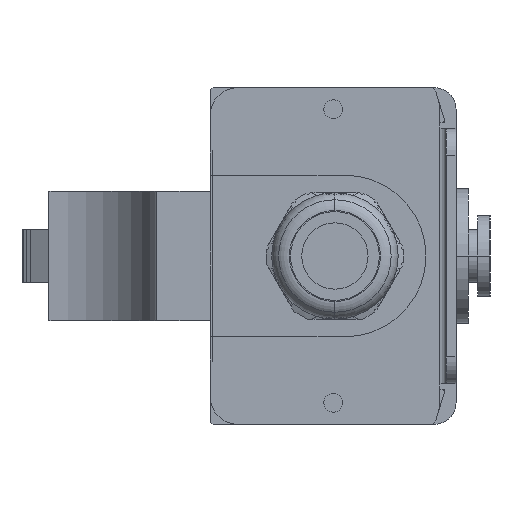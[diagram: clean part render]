
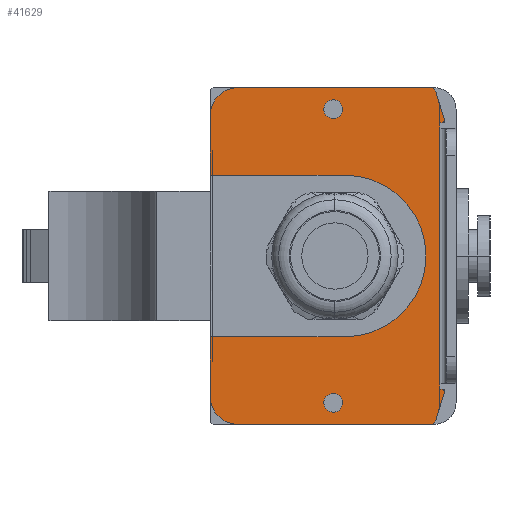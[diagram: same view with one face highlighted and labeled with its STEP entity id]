
A CAD part, left-side view. The second image highlights one B-rep face of the part: STEP entity #41629.
In plain terms, the highlighted face is planar.
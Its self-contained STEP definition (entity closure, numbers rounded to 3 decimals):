
#40790=CARTESIAN_POINT('',(4.739,1.8,-30.25));
#40791=DIRECTION('',(0.,1.,0.));
#40792=DIRECTION('',(0.,0.,-1.));
#40793=AXIS2_PLACEMENT_3D('',#40790,#40791,#40792);
#40800=DIRECTION('',(-0.294,0.,-0.956));
#40801=VECTOR('',#40800,5.656);
#40802=CARTESIAN_POINT('',(3.783,1.8,30.544));
#40803=LINE('',#40802,#40801);
#40804=DIRECTION('',(1.,0.,0.));
#40805=VECTOR('',#40804,0.594);
#40806=CARTESIAN_POINT('',(2.406,1.8,24.75));
#40807=LINE('',#40806,#40805);
#40808=DIRECTION('',(0.,0.,-1.));
#40809=VECTOR('',#40808,1.);
#40810=CARTESIAN_POINT('',(3.,1.8,24.75));
#40811=LINE('',#40810,#40809);
#40812=DIRECTION('',(0.,0.,-1.));
#40813=VECTOR('',#40812,1.);
#40814=CARTESIAN_POINT('',(3.,1.8,-23.75));
#40815=LINE('',#40814,#40813);
#40816=DIRECTION('',(-1.,0.,0.));
#40817=VECTOR('',#40816,0.594);
#40818=CARTESIAN_POINT('',(3.,1.8,-24.75));
#40819=LINE('',#40818,#40817);
#40820=DIRECTION('',(0.294,0.,-0.956));
#40821=VECTOR('',#40820,5.656);
#40822=CARTESIAN_POINT('',(2.119,1.8,-25.138));
#40823=LINE('',#40822,#40821);
#40824=DIRECTION('',(1.,0.,0.));
#40825=VECTOR('',#40824,35.861);
#40826=CARTESIAN_POINT('',(4.739,1.8,-31.25));
#40827=LINE('',#40826,#40825);
#40828=DIRECTION('',(0.,0.,1.));
#40829=VECTOR('',#40828,11.25);
#40830=CARTESIAN_POINT('',(45.6,1.8,-26.25));
#40831=LINE('',#40830,#40829);
#40832=DIRECTION('',(-1.,0.,0.));
#40833=VECTOR('',#40832,25.);
#40834=CARTESIAN_POINT('',(45.6,1.8,-15.));
#40835=LINE('',#40834,#40833);
#40836=CARTESIAN_POINT('',(20.6,1.8,0.));
#40837=DIRECTION('',(0.,1.,0.));
#40838=DIRECTION('',(0.,0.,-1.));
#40839=AXIS2_PLACEMENT_3D('',#40836,#40837,#40838);
#40841=DIRECTION('',(-1.,0.,0.));
#40842=VECTOR('',#40841,25.);
#40843=CARTESIAN_POINT('',(45.6,1.8,15.));
#40844=LINE('',#40843,#40842);
#40845=DIRECTION('',(0.,0.,1.));
#40846=VECTOR('',#40845,11.25);
#40847=CARTESIAN_POINT('',(45.6,1.8,15.));
#40848=LINE('',#40847,#40846);
#40849=DIRECTION('',(-1.,0.,0.));
#40850=VECTOR('',#40849,35.861);
#40851=CARTESIAN_POINT('',(40.6,1.8,31.25));
#40852=LINE('',#40851,#40850);
#40853=CARTESIAN_POINT('',(22.8,1.8,27.25));
#40854=DIRECTION('',(0.,1.,0.));
#40855=DIRECTION('',(0.,0.,1.));
#40856=AXIS2_PLACEMENT_3D('',#40853,#40854,#40855);
#40858=CARTESIAN_POINT('',(22.8,1.8,27.25));
#40859=DIRECTION('',(0.,1.,0.));
#40860=DIRECTION('',(0.,0.,-1.));
#40861=AXIS2_PLACEMENT_3D('',#40858,#40859,#40860);
#40863=CARTESIAN_POINT('',(22.8,1.8,-27.25));
#40864=DIRECTION('',(0.,1.,0.));
#40865=DIRECTION('',(0.,0.,1.));
#40866=AXIS2_PLACEMENT_3D('',#40863,#40864,#40865);
#40868=CARTESIAN_POINT('',(22.8,1.8,-27.25));
#40869=DIRECTION('',(0.,1.,0.));
#40870=DIRECTION('',(0.,0.,-1.));
#40871=AXIS2_PLACEMENT_3D('',#40868,#40869,#40870);
#40877=CARTESIAN_POINT('',(4.739,1.8,30.25));
#40878=DIRECTION('',(0.,1.,0.));
#40879=DIRECTION('',(-0.956,0.,0.294));
#40880=AXIS2_PLACEMENT_3D('',#40877,#40878,#40879);
#40966=CARTESIAN_POINT('',(40.6,1.8,26.25));
#40967=DIRECTION('',(0.,1.,0.));
#40968=DIRECTION('',(0.,0.,1.));
#40969=AXIS2_PLACEMENT_3D('',#40966,#40967,#40968);
#40991=CARTESIAN_POINT('',(40.6,1.8,-26.25));
#40992=DIRECTION('',(0.,1.,0.));
#40993=DIRECTION('',(1.,0.,0.));
#40994=AXIS2_PLACEMENT_3D('',#40991,#40992,#40993);
#41261=DIRECTION('',(0.,0.,1.));
#41262=VECTOR('',#41261,47.5);
#41263=CARTESIAN_POINT('',(3.,1.8,-23.75));
#41264=LINE('',#41263,#41262);
#41295=CARTESIAN_POINT('',(2.406,1.8,25.05));
#41296=DIRECTION('',(0.,1.,0.));
#41297=DIRECTION('',(0.,0.,-1.));
#41298=AXIS2_PLACEMENT_3D('',#41295,#41296,#41297);
#41334=CARTESIAN_POINT('',(2.406,1.8,-25.05));
#41335=DIRECTION('',(0.,1.,0.));
#41336=DIRECTION('',(-0.956,0.,-0.294));
#41337=AXIS2_PLACEMENT_3D('',#41334,#41335,#41336);
#41355=CARTESIAN_POINT('',(45.6,1.8,-26.25));
#41357=VERTEX_POINT('',#41355);
#41359=CARTESIAN_POINT('',(40.6,1.8,-31.25));
#41360=VERTEX_POINT('',#41359);
#41364=CARTESIAN_POINT('',(45.6,1.8,26.25));
#41366=VERTEX_POINT('',#41364);
#41369=CARTESIAN_POINT('',(40.6,1.8,31.25));
#41370=VERTEX_POINT('',#41369);
#41379=CARTESIAN_POINT('',(45.6,1.8,-15.));
#41380=VERTEX_POINT('',#41379);
#41381=CARTESIAN_POINT('',(45.6,1.8,15.));
#41382=VERTEX_POINT('',#41381);
#41383=CARTESIAN_POINT('',(20.6,1.8,-15.));
#41384=VERTEX_POINT('',#41383);
#41385=CARTESIAN_POINT('',(20.6,1.8,15.));
#41386=VERTEX_POINT('',#41385);
#41403=CARTESIAN_POINT('',(3.,1.8,-23.75));
#41404=CARTESIAN_POINT('',(3.,1.8,-24.75));
#41405=VERTEX_POINT('',#41403);
#41406=VERTEX_POINT('',#41404);
#41407=CARTESIAN_POINT('',(3.,1.8,24.75));
#41408=CARTESIAN_POINT('',(3.,1.8,23.75));
#41409=VERTEX_POINT('',#41407);
#41410=VERTEX_POINT('',#41408);
#41480=CARTESIAN_POINT('',(2.406,1.8,-24.75));
#41482=VERTEX_POINT('',#41480);
#41484=CARTESIAN_POINT('',(2.119,1.8,-25.138));
#41485=VERTEX_POINT('',#41484);
#41487=CARTESIAN_POINT('',(2.119,1.8,25.138));
#41489=VERTEX_POINT('',#41487);
#41491=CARTESIAN_POINT('',(2.406,1.8,24.75));
#41492=VERTEX_POINT('',#41491);
#41493=CARTESIAN_POINT('',(3.783,1.8,30.544));
#41495=VERTEX_POINT('',#41493);
#41497=CARTESIAN_POINT('',(4.739,1.8,31.25));
#41498=VERTEX_POINT('',#41497);
#41502=CARTESIAN_POINT('',(3.783,1.8,-30.544));
#41504=VERTEX_POINT('',#41502);
#41507=CARTESIAN_POINT('',(4.739,1.8,-31.25));
#41508=VERTEX_POINT('',#41507);
#41517=CARTESIAN_POINT('',(22.8,1.8,29.));
#41518=CARTESIAN_POINT('',(22.8,1.8,25.5));
#41519=VERTEX_POINT('',#41517);
#41520=VERTEX_POINT('',#41518);
#41521=CARTESIAN_POINT('',(22.8,1.8,-25.5));
#41522=CARTESIAN_POINT('',(22.8,1.8,-29.));
#41523=VERTEX_POINT('',#41521);
#41524=VERTEX_POINT('',#41522);
#41573=CARTESIAN_POINT('',(45.6,1.8,-31.25));
#41574=DIRECTION('',(0.,1.,0.));
#41575=DIRECTION('',(-1.,0.,0.));
#41576=AXIS2_PLACEMENT_3D('',#41573,#41574,#41575);
#41577=PLANE('',#41576);
#41579=ORIENTED_EDGE('',*,*,#41578,.F.);
#41581=ORIENTED_EDGE('',*,*,#41580,.T.);
#41583=ORIENTED_EDGE('',*,*,#41582,.F.);
#41585=ORIENTED_EDGE('',*,*,#41584,.T.);
#41587=ORIENTED_EDGE('',*,*,#41586,.T.);
#41589=ORIENTED_EDGE('',*,*,#41588,.F.);
#41591=ORIENTED_EDGE('',*,*,#41590,.T.);
#41593=ORIENTED_EDGE('',*,*,#41592,.T.);
#41595=ORIENTED_EDGE('',*,*,#41594,.F.);
#41596=ORIENTED_EDGE('',*,*,#41562,.T.);
#41597=ORIENTED_EDGE('',*,*,#41551,.F.);
#41598=ORIENTED_EDGE('',*,*,#41536,.T.);
#41600=ORIENTED_EDGE('',*,*,#41599,.F.);
#41602=ORIENTED_EDGE('',*,*,#41601,.T.);
#41604=ORIENTED_EDGE('',*,*,#41603,.T.);
#41606=ORIENTED_EDGE('',*,*,#41605,.T.);
#41608=ORIENTED_EDGE('',*,*,#41607,.F.);
#41610=ORIENTED_EDGE('',*,*,#41609,.T.);
#41612=ORIENTED_EDGE('',*,*,#41611,.F.);
#41614=ORIENTED_EDGE('',*,*,#41613,.T.);
#41615=EDGE_LOOP('',(#41579,#41581,#41583,#41585,#41587,#41589,#41591,#41593,
#41595,#41596,#41597,#41598,#41600,#41602,#41604,#41606,#41608,#41610,#41612,
#41614));
#41616=FACE_OUTER_BOUND('',#41615,.F.);
#41618=ORIENTED_EDGE('',*,*,#41617,.T.);
#41620=ORIENTED_EDGE('',*,*,#41619,.T.);
#41621=EDGE_LOOP('',(#41618,#41620));
#41622=FACE_BOUND('',#41621,.F.);
#41624=ORIENTED_EDGE('',*,*,#41623,.T.);
#41626=ORIENTED_EDGE('',*,*,#41625,.T.);
#41627=EDGE_LOOP('',(#41624,#41626));
#41628=FACE_BOUND('',#41627,.F.);
#41629=ADVANCED_FACE('',(#41616,#41622,#41628),#41577,.T.);
#40794=CIRCLE('',#40793,1.);
#40840=CIRCLE('',#40839,15.);
#40857=CIRCLE('',#40856,1.75);
#40862=CIRCLE('',#40861,1.75);
#40867=CIRCLE('',#40866,1.75);
#40872=CIRCLE('',#40871,1.75);
#40881=CIRCLE('',#40880,1.);
#40970=CIRCLE('',#40969,5.);
#40995=CIRCLE('',#40994,5.);
#41299=CIRCLE('',#41298,0.3);
#41338=CIRCLE('',#41337,0.3);
#41536=EDGE_CURVE('',#41508,#41360,#40827,.T.);
#41551=EDGE_CURVE('',#41508,#41504,#40794,.T.);
#41562=EDGE_CURVE('',#41485,#41504,#40823,.T.);
#41578=EDGE_CURVE('',#41495,#41498,#40881,.T.);
#41580=EDGE_CURVE('',#41495,#41489,#40803,.T.);
#41582=EDGE_CURVE('',#41492,#41489,#41299,.T.);
#41584=EDGE_CURVE('',#41492,#41409,#40807,.T.);
#41586=EDGE_CURVE('',#41409,#41410,#40811,.T.);
#41588=EDGE_CURVE('',#41405,#41410,#41264,.T.);
#41590=EDGE_CURVE('',#41405,#41406,#40815,.T.);
#41592=EDGE_CURVE('',#41406,#41482,#40819,.T.);
#41594=EDGE_CURVE('',#41485,#41482,#41338,.T.);
#41599=EDGE_CURVE('',#41357,#41360,#40995,.T.);
#41601=EDGE_CURVE('',#41357,#41380,#40831,.T.);
#41603=EDGE_CURVE('',#41380,#41384,#40835,.T.);
#41605=EDGE_CURVE('',#41384,#41386,#40840,.T.);
#41607=EDGE_CURVE('',#41382,#41386,#40844,.T.);
#41609=EDGE_CURVE('',#41382,#41366,#40848,.T.);
#41611=EDGE_CURVE('',#41370,#41366,#40970,.T.);
#41613=EDGE_CURVE('',#41370,#41498,#40852,.T.);
#41617=EDGE_CURVE('',#41519,#41520,#40857,.T.);
#41619=EDGE_CURVE('',#41520,#41519,#40862,.T.);
#41623=EDGE_CURVE('',#41523,#41524,#40867,.T.);
#41625=EDGE_CURVE('',#41524,#41523,#40872,.T.);
